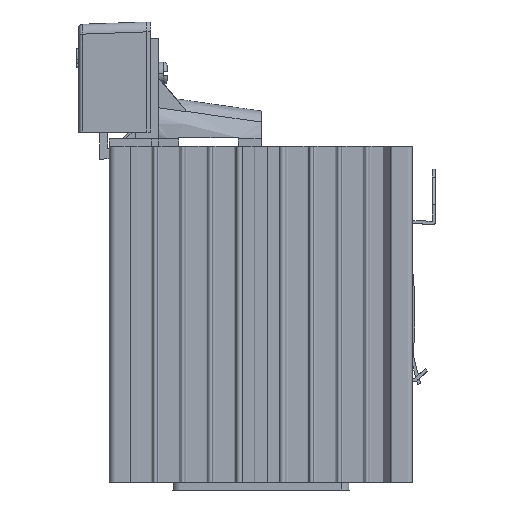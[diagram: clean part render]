
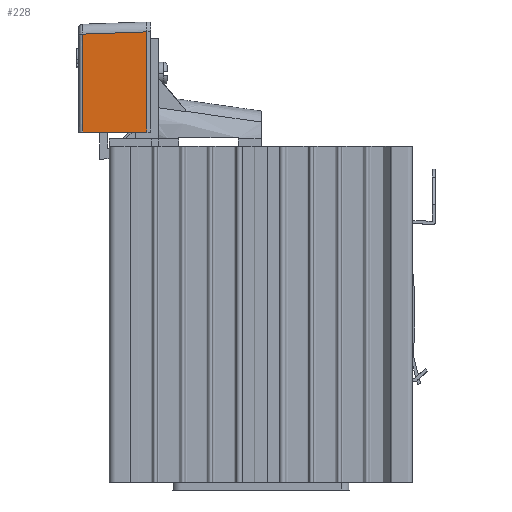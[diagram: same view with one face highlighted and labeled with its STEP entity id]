
A CAD part, left-side view. The second image highlights one B-rep face of the part: STEP entity #228.
In plain terms, the highlighted planar face has unit normal (-1, 0.015, 0).
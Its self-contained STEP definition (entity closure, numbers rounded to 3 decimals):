
#228=ADVANCED_FACE($,(#824),#7509,.T.);
#824=FACE_OUTER_BOUND($,#1379,.T.);
#1379=EDGE_LOOP($,(#2710,#2711,#2712,#2713,#2714,#2715));
#2710=ORIENTED_EDGE($,*,*,#5230,.T.);
#2711=ORIENTED_EDGE($,*,*,#5200,.F.);
#2712=ORIENTED_EDGE($,*,*,#5318,.F.);
#2713=ORIENTED_EDGE($,*,*,#5203,.F.);
#2714=ORIENTED_EDGE($,*,*,#5150,.T.);
#2715=ORIENTED_EDGE($,*,*,#5231,.T.);
#5150=EDGE_CURVE($,#6466,#6470,#8046,.T.);
#5200=EDGE_CURVE($,#6500,#6557,#8726,.T.);
#5203=EDGE_CURVE($,#6466,#6562,#8092,.T.);
#5230=EDGE_CURVE($,#6518,#6557,#8732,.T.);
#5231=EDGE_CURVE($,#6470,#6518,#8733,.T.);
#5318=EDGE_CURVE($,#6562,#6500,#8154,.T.);
#6466=VERTEX_POINT($,#13578);
#6470=VERTEX_POINT($,#13582);
#6500=VERTEX_POINT($,#13612);
#6518=VERTEX_POINT($,#13630);
#6557=VERTEX_POINT($,#13669);
#6562=VERTEX_POINT($,#13674);
#7509=PLANE($,#9363);
#8046=B_SPLINE_CURVE_WITH_KNOTS($,1,(#12313,#12314),.UNSPECIFIED.,.F.,.F.,
(2,2),(61.714,87.014),.UNSPECIFIED.);
#8092=B_SPLINE_CURVE_WITH_KNOTS($,1,(#12496,#12497),.UNSPECIFIED.,.F.,.F.,
(2,2),(115.452,127.825),.UNSPECIFIED.);
#8154=B_SPLINE_CURVE_WITH_KNOTS($,1,(#12911,#12912),.UNSPECIFIED.,.F.,.F.,
(2,2),(127.825,130.181),.UNSPECIFIED.);
#8726=(
BOUNDED_CURVE()
B_SPLINE_CURVE(3,(#12485,#12486,#12487,#12488),.UNSPECIFIED.,.F.,.F.)
B_SPLINE_CURVE_WITH_KNOTS((4,4),(153.923,155.459),.UNSPECIFIED.)
CURVE()
GEOMETRIC_REPRESENTATION_ITEM()
RATIONAL_B_SPLINE_CURVE((1.,1.,1.,1.))
REPRESENTATION_ITEM($)
);
#8732=(
BOUNDED_CURVE()
B_SPLINE_CURVE(3,(#12578,#12579,#12580,#12581),.UNSPECIFIED.,.F.,.F.)
B_SPLINE_CURVE_WITH_KNOTS((4,4),(2.466,27.2),.UNSPECIFIED.)
CURVE()
GEOMETRIC_REPRESENTATION_ITEM()
RATIONAL_B_SPLINE_CURVE((1.,1.,1.,1.))
REPRESENTATION_ITEM($)
);
#8733=(
BOUNDED_CURVE()
B_SPLINE_CURVE(3,(#12582,#12583,#12584,#12585),.UNSPECIFIED.,.F.,.F.)
B_SPLINE_CURVE_WITH_KNOTS((4,4),(0.087,16.363),.UNSPECIFIED.)
CURVE()
GEOMETRIC_REPRESENTATION_ITEM()
RATIONAL_B_SPLINE_CURVE((1.,1.,1.,1.))
REPRESENTATION_ITEM($)
);
#9363=AXIS2_PLACEMENT_3D($,#13181,#9664,$);
#9664=DIRECTION($,(-1.,0.014,0.));
#12313=CARTESIAN_POINT($,(255.55,26.208,88.574));
#12314=CARTESIAN_POINT($,(255.55,26.208,113.874));
#12485=CARTESIAN_POINT($,(255.763,40.936,88.574));
#12486=CARTESIAN_POINT($,(255.771,41.448,88.574));
#12487=CARTESIAN_POINT($,(255.778,41.96,88.574));
#12488=CARTESIAN_POINT($,(255.786,42.473,88.574));
#12496=CARTESIAN_POINT($,(255.55,26.208,88.574));
#12497=CARTESIAN_POINT($,(255.729,38.58,88.574));
#12578=CARTESIAN_POINT($,(255.786,42.473,113.308));
#12579=CARTESIAN_POINT($,(255.786,42.473,105.063));
#12580=CARTESIAN_POINT($,(255.786,42.473,96.819));
#12581=CARTESIAN_POINT($,(255.786,42.473,88.574));
#12582=CARTESIAN_POINT($,(255.55,26.208,113.874));
#12583=CARTESIAN_POINT($,(255.629,31.63,113.685));
#12584=CARTESIAN_POINT($,(255.707,37.051,113.497));
#12585=CARTESIAN_POINT($,(255.786,42.473,113.308));
#12911=CARTESIAN_POINT($,(255.729,38.58,88.574));
#12912=CARTESIAN_POINT($,(255.763,40.936,88.574));
#13181=CARTESIAN_POINT($,(255.786,42.473,113.874));
#13578=CARTESIAN_POINT($,(255.55,26.208,88.574));
#13582=CARTESIAN_POINT($,(255.55,26.208,113.874));
#13612=CARTESIAN_POINT($,(255.763,40.936,88.574));
#13630=CARTESIAN_POINT($,(255.786,42.473,113.308));
#13669=CARTESIAN_POINT($,(255.786,42.473,88.574));
#13674=CARTESIAN_POINT($,(255.729,38.58,88.574));
